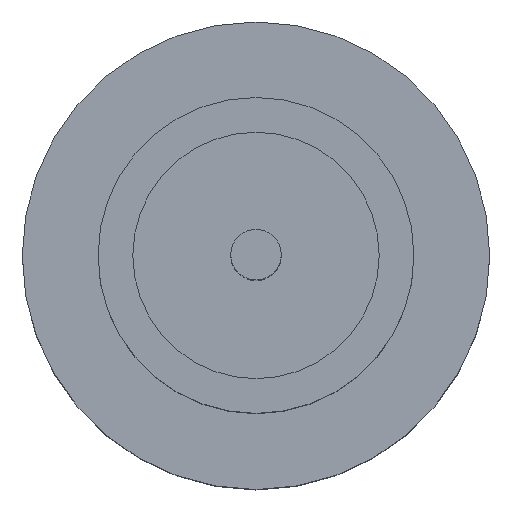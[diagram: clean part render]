
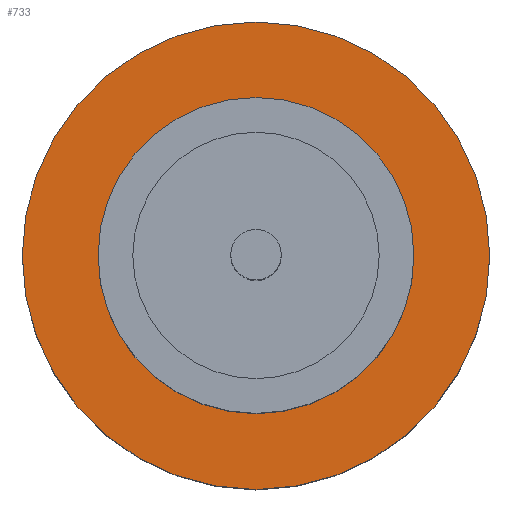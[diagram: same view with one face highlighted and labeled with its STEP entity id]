
A CAD part, top view. The second image highlights one B-rep face of the part: STEP entity #733.
In plain terms, the highlighted planar face has unit normal (0, 0, 1).
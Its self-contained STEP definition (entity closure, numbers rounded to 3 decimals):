
#17 = CARTESIAN_POINT ( 'NONE',  ( 0., 0., 1.55 ) ) ;
#28 = ORIENTED_EDGE ( 'NONE', *, *, #811, .F. ) ;
#35 = AXIS2_PLACEMENT_3D ( 'NONE', #281, #738, #89 ) ;
#39 = EDGE_LOOP ( 'NONE', ( #317, #28 ) ) ;
#51 = CARTESIAN_POINT ( 'NONE',  ( 1.85, 0., 1.55 ) ) ;
#59 = CARTESIAN_POINT ( 'NONE',  ( 0., 0., 1.55 ) ) ;
#71 = VERTEX_POINT ( 'NONE', #72 ) ;
#72 = CARTESIAN_POINT ( 'NONE',  ( -1.25, 0., 1.55 ) ) ;
#82 = CIRCLE ( 'NONE', #297, 1.25 ) ;
#89 = DIRECTION ( 'NONE',  ( 1., 0., 0. ) ) ;
#107 = ORIENTED_EDGE ( 'NONE', *, *, #192, .T. ) ;
#129 = CIRCLE ( 'NONE', #451, 1.85 ) ;
#173 = AXIS2_PLACEMENT_3D ( 'NONE', #17, #282, #415 ) ;
#192 = EDGE_CURVE ( 'NONE', #808, #670, #645, .T. ) ;
#199 = DIRECTION ( 'NONE',  ( 1., 0., 0. ) ) ;
#208 = CARTESIAN_POINT ( 'NONE',  ( -1.85, 0., 1.55 ) ) ;
#243 = VERTEX_POINT ( 'NONE', #341 ) ;
#266 = DIRECTION ( 'NONE',  ( 1., 0., 0. ) ) ;
#281 = CARTESIAN_POINT ( 'NONE',  ( 0., 0., 1.55 ) ) ;
#282 = DIRECTION ( 'NONE',  ( 0., 0., 1. ) ) ;
#286 = FACE_OUTER_BOUND ( 'NONE', #641, .T. ) ;
#297 = AXIS2_PLACEMENT_3D ( 'NONE', #590, #575, #199 ) ;
#307 = AXIS2_PLACEMENT_3D ( 'NONE', #646, #586, #266 ) ;
#317 = ORIENTED_EDGE ( 'NONE', *, *, #827, .F. ) ;
#341 = CARTESIAN_POINT ( 'NONE',  ( 1.25, 0., 1.55 ) ) ;
#415 = DIRECTION ( 'NONE',  ( 1., 0., 0. ) ) ;
#451 = AXIS2_PLACEMENT_3D ( 'NONE', #59, #515, #716 ) ;
#515 = DIRECTION ( 'NONE',  ( 0., 0., 1. ) ) ;
#521 = PLANE ( 'NONE',  #35 ) ;
#575 = DIRECTION ( 'NONE',  ( 0., 0., 1. ) ) ;
#586 = DIRECTION ( 'NONE',  ( 0., 0., 1. ) ) ;
#590 = CARTESIAN_POINT ( 'NONE',  ( 0., 0., 1.55 ) ) ;
#617 = EDGE_CURVE ( 'NONE', #670, #808, #129, .T. ) ;
#641 = EDGE_LOOP ( 'NONE', ( #813, #107 ) ) ;
#645 = CIRCLE ( 'NONE', #173, 1.85 ) ;
#646 = CARTESIAN_POINT ( 'NONE',  ( 0., 0., 1.55 ) ) ;
#661 = FACE_BOUND ( 'NONE', #39, .T. ) ;
#670 = VERTEX_POINT ( 'NONE', #208 ) ;
#715 = CIRCLE ( 'NONE', #307, 1.25 ) ;
#716 = DIRECTION ( 'NONE',  ( 1., 0., 0. ) ) ;
#733 = ADVANCED_FACE ( 'NONE', ( #661, #286 ), #521, .T. ) ;
#738 = DIRECTION ( 'NONE',  ( 0., 0., 1. ) ) ;
#808 = VERTEX_POINT ( 'NONE', #51 ) ;
#811 = EDGE_CURVE ( 'NONE', #71, #243, #82, .T. ) ;
#813 = ORIENTED_EDGE ( 'NONE', *, *, #617, .T. ) ;
#827 = EDGE_CURVE ( 'NONE', #243, #71, #715, .T. ) ;
